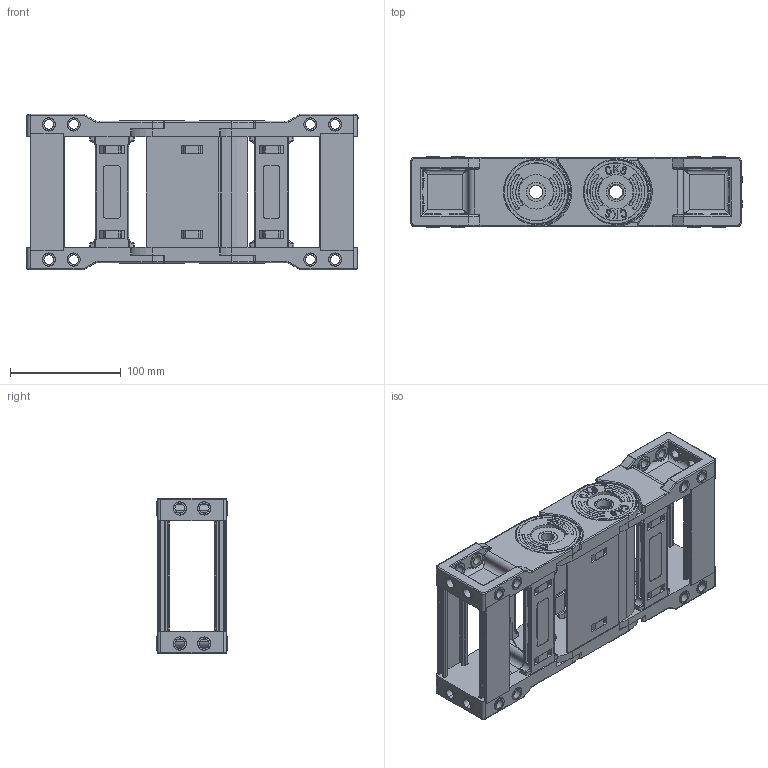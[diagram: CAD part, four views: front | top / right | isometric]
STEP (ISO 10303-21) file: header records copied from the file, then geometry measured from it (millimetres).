
FILE_DESCRIPTION (( 'STEP AP214' ), '1' );
FILE_NAME ('CK40-K100 -AYAK.STEP', '2019-09-18T12:58:53', ( '' ), ( '' ), 'SwSTEP 2.0', 'SolidWorks 2017', '' );
FILE_SCHEMA (( 'AUTOMOTIVE_DESIGN' ));
Length unit declared in the file: millimetre
Products named in the file (1): CK40-K100 -AYAK
Bounding box: 299.6 x 63.6 x 140 mm (x, y, z)
Volume: 560366.7 mm3; surface area: 359238 mm2
Topology: 40 solids, 46 shells, 3294 faces, 8502 edges, 5445 vertices
Faces by surface type: plane 1391, cylinder 1260, torus 412, bspline 175, sphere 52, cone 4
Entity records: 111839 total; most frequent: CARTESIAN_POINT 29643, DIRECTION 17580, ORIENTED_EDGE 16920, EDGE_CURVE 8460, AXIS2_PLACEMENT_3D 6464, VERTEX_POINT 5445, VECTOR 4652, LINE 4652
